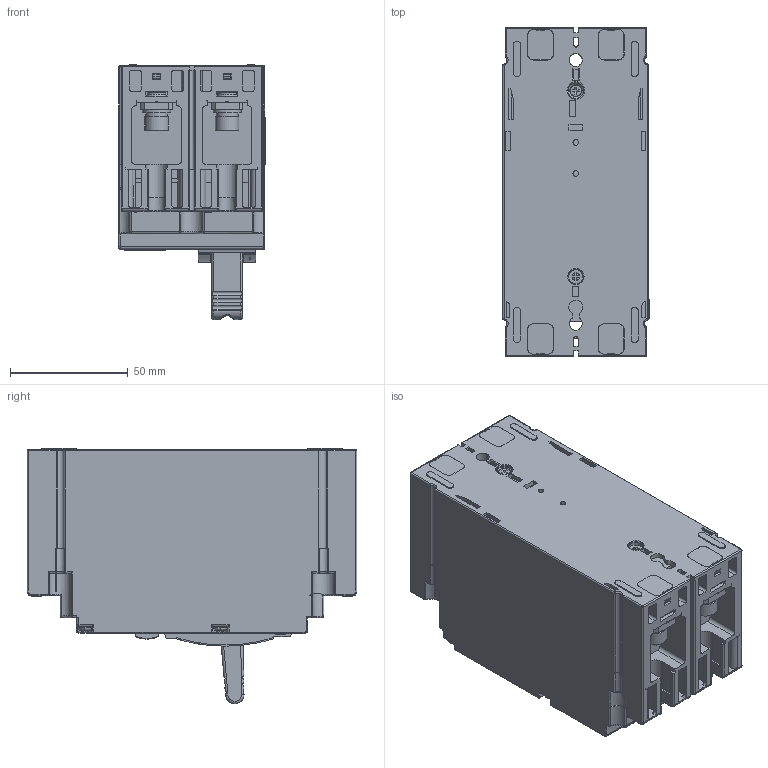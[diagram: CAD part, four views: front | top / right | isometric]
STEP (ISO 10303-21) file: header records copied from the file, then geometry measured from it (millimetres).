
FILE_DESCRIPTION((''),'2;1');
FILE_NAME('2ZTD_253_288_1-37','2021-01-18T09:33:56',('lzzhou'),(''),'CREO PARAMETRIC BY PTC INC, 2018020','CREO PARAMETRIC BY PTC INC, 2018020','');
FILE_SCHEMA(('CONFIG_CONTROL_DESIGN','SHAPE_APPEARANCE_LAYERS_GROUPS'));
Products named in the file (1): 2ZTD_253_288_1-37
Bounding box: 62.15 x 140 x 108.41 mm (x, y, z)
Volume: 381305.5 mm3; surface area: 147753.4 mm2
Topology: 5 solids, 47 shells, 4761 faces, 13513 edges, 8765 vertices
Faces by surface type: plane 3403, cylinder 990, torus 114, cone 108, sphere 66, extrusion 48, bspline 32
Entity records: 178369 total; most frequent: CARTESIAN_POINT 33511, ORIENTED_EDGE 26776, DIRECTION 24719, EDGE_CURVE 13447, VECTOR 10257, LINE 10209, VERTEX_POINT 8767, AXIS2_PLACEMENT_3D 7231
